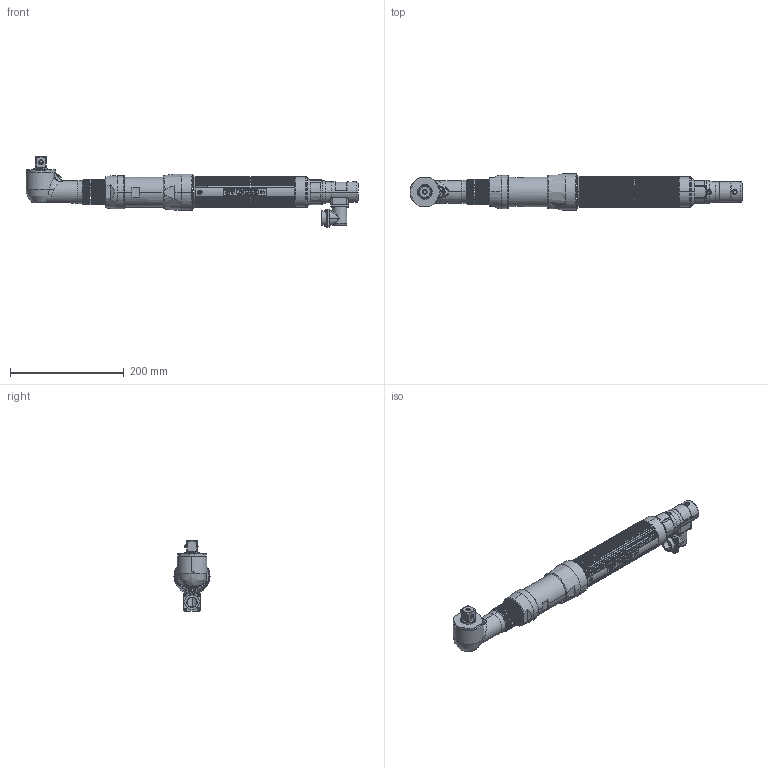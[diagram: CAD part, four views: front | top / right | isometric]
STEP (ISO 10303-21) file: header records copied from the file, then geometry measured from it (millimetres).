
FILE_DESCRIPTION((''),'2;1');
FILE_NAME('EB55MA26-220','2012-08-21T',('EJF1116'),(''),'PRO/ENGINEER BY PARAMETRIC TECHNOLOGY CORPORATION, 2010430','PRO/ENGINEER BY PARAMETRIC TECHNOLOGY CORPORATION, 2010430','');
FILE_SCHEMA(('CONFIG_CONTROL_DESIGN'));
Products named in the file (1): EB55MA26-220
Bounding box: 582.94 x 63.44 x 123.05 mm (x, y, z)
Surface area: 169179.6 mm2 (no closed solid volume)
Topology: 0 solids, 142 shells, 820 faces, 4293 edges, 3493 vertices
Faces by surface type: cylinder 388, plane 206, bspline 95, torus 86, cone 41, extrusion 2, sphere 2
Entity records: 53392 total; most frequent: CARTESIAN_POINT 22709, DIRECTION 5725, ORIENTED_EDGE 5515, EDGE_CURVE 4291, VERTEX_POINT 3493, VECTOR 1955, LINE 1953, AXIS2_PLACEMENT_3D 1885
